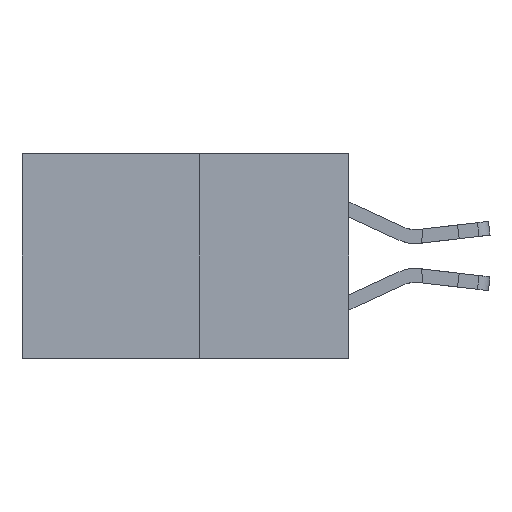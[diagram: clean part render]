
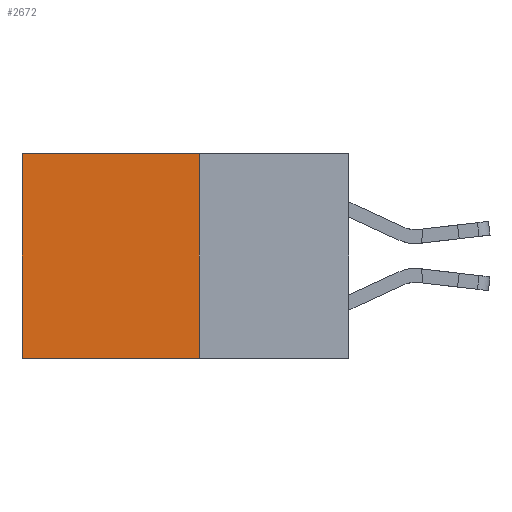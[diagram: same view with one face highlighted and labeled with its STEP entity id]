
A CAD part, left-side view. The second image highlights one B-rep face of the part: STEP entity #2672.
In plain terms, the highlighted planar face has unit normal (-1, 0, 0).
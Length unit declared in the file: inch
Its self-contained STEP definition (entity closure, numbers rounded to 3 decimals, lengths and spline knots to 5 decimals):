
#103 = CARTESIAN_POINT ( 'NONE',  ( 0.277, 0.59, 0. ) ) ;
#278 = DIRECTION ( 'NONE',  ( 0., 1., 0. ) ) ;
#397 = LINE ( 'NONE', #10125, #11623 ) ;
#962 = DIRECTION ( 'NONE',  ( 1., 0., 0. ) ) ;
#1660 = EDGE_CURVE ( 'NONE', #2457, #3348, #8740, .T. ) ;
#2012 = CARTESIAN_POINT ( 'NONE',  ( 0.277, 0.59, -0.37 ) ) ;
#2064 = CARTESIAN_POINT ( 'NONE',  ( 0.277, 0.27, -0.37 ) ) ;
#2087 = VERTEX_POINT ( 'NONE', #2175 ) ;
#2175 = CARTESIAN_POINT ( 'NONE',  ( 0.277, 0.27, 0. ) ) ;
#2457 = VERTEX_POINT ( 'NONE', #103 ) ;
#2672 = ADVANCED_FACE ( 'NONE', ( #2873 ), #11525, .F. ) ;
#2873 = FACE_OUTER_BOUND ( 'NONE', #4854, .T. ) ;
#3163 = VECTOR ( 'NONE', #278, 39.37008 ) ;
#3348 = VERTEX_POINT ( 'NONE', #6016 ) ;
#3371 = ORIENTED_EDGE ( 'NONE', *, *, #3839, .F. ) ;
#3571 = LINE ( 'NONE', #3868, #3163 ) ;
#3839 = EDGE_CURVE ( 'NONE', #2087, #9608, #397, .T. ) ;
#3868 = CARTESIAN_POINT ( 'NONE',  ( 0.277, 0.27, 0. ) ) ;
#4854 = EDGE_LOOP ( 'NONE', ( #12420, #8124, #3371, #6388 ) ) ;
#4982 = DIRECTION ( 'NONE',  ( 0., 0., -1. ) ) ;
#5894 = CARTESIAN_POINT ( 'NONE',  ( 0.277, 0.27, -0.37 ) ) ;
#6016 = CARTESIAN_POINT ( 'NONE',  ( 0.277, 0.59, -0.37 ) ) ;
#6388 = ORIENTED_EDGE ( 'NONE', *, *, #7535, .T. ) ;
#7336 = EDGE_CURVE ( 'NONE', #9608, #3348, #7831, .T. ) ;
#7413 = AXIS2_PLACEMENT_3D ( 'NONE', #5894, #962, #7726 ) ;
#7535 = EDGE_CURVE ( 'NONE', #2087, #2457, #3571, .T. ) ;
#7726 = DIRECTION ( 'NONE',  ( 0., 0., -1. ) ) ;
#7831 = LINE ( 'NONE', #7959, #12421 ) ;
#7959 = CARTESIAN_POINT ( 'NONE',  ( 0.277, 0.27, -0.37 ) ) ;
#8124 = ORIENTED_EDGE ( 'NONE', *, *, #7336, .F. ) ;
#8740 = LINE ( 'NONE', #2012, #13240 ) ;
#8925 = DIRECTION ( 'NONE',  ( 0., 0., -1. ) ) ;
#8931 = DIRECTION ( 'NONE',  ( 0., 1., 0. ) ) ;
#9608 = VERTEX_POINT ( 'NONE', #2064 ) ;
#10125 = CARTESIAN_POINT ( 'NONE',  ( 0.277, 0.27, -0.37 ) ) ;
#11525 = PLANE ( 'NONE',  #7413 ) ;
#11623 = VECTOR ( 'NONE', #4982, 39.37008 ) ;
#12420 = ORIENTED_EDGE ( 'NONE', *, *, #1660, .T. ) ;
#12421 = VECTOR ( 'NONE', #8931, 39.37008 ) ;
#13240 = VECTOR ( 'NONE', #8925, 39.37008 ) ;
